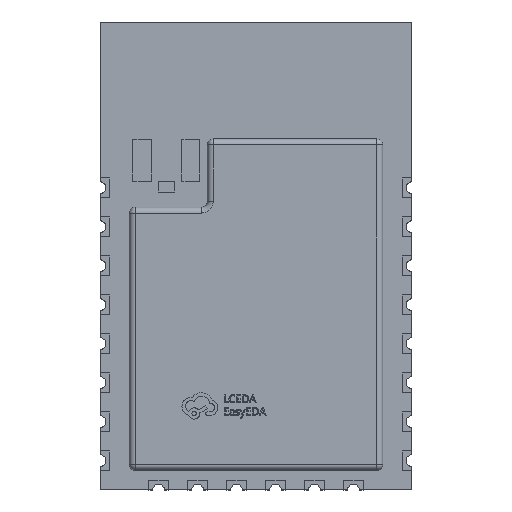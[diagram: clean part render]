
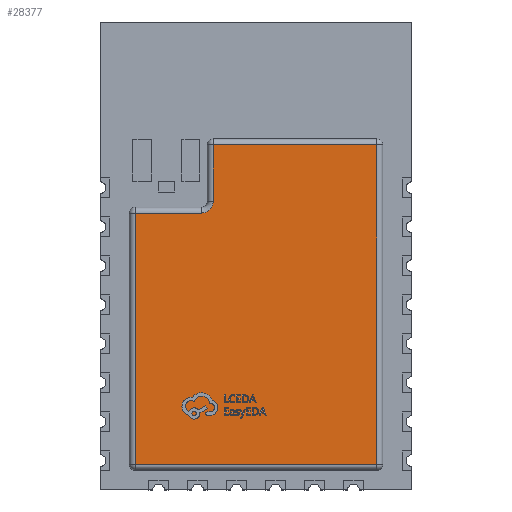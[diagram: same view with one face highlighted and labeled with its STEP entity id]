
A CAD part, top view. The second image highlights one B-rep face of the part: STEP entity #28377.
In plain terms, the highlighted planar face has unit normal (0, 0, 1).
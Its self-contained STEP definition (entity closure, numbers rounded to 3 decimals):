
#255 = ORIENTED_EDGE ( 'NONE', *, *, #28915, .F. ) ;
#301 = CARTESIAN_POINT ( 'NONE',  ( 6.2, -10.7, 2.8 ) ) ;
#968 = EDGE_LOOP ( 'NONE', ( #255, #28952, #25203, #23299, #20576, #11583, #11281 ) ) ;
#1285 = CARTESIAN_POINT ( 'NONE',  ( -2.2, 5.7, 2.8 ) ) ;
#1607 = LINE ( 'NONE', #18867, #22532 ) ;
#1710 = CARTESIAN_POINT ( 'NONE',  ( -2.2, 2.5, 2.8 ) ) ;
#1809 = AXIS2_PLACEMENT_3D ( 'NONE', #13752, #18888, #26121 ) ;
#2937 = EDGE_CURVE ( 'NONE', #31507, #8452, #26829, .T. ) ;
#3176 = LINE ( 'NONE', #17681, #12080 ) ;
#3243 = FACE_OUTER_BOUND ( 'NONE', #968, .T. ) ;
#3792 = DIRECTION ( 'NONE',  ( 1., 0., 0. ) ) ;
#4656 = LINE ( 'NONE', #31185, #31541 ) ;
#4902 = DIRECTION ( 'NONE',  ( -1., 0., 0. ) ) ;
#6909 = DIRECTION ( 'NONE',  ( 1., 0., 0. ) ) ;
#7031 = DIRECTION ( 'NONE',  ( 0., 1., 0. ) ) ;
#7439 = VERTEX_POINT ( 'NONE', #23762 ) ;
#8452 = VERTEX_POINT ( 'NONE', #17039 ) ;
#8863 = DIRECTION ( 'NONE',  ( 0., 0., 1. ) ) ;
#9369 = VERTEX_POINT ( 'NONE', #20458 ) ;
#9835 = VERTEX_POINT ( 'NONE', #19396 ) ;
#9877 = VECTOR ( 'NONE', #26071, 1000. ) ;
#10206 = VERTEX_POINT ( 'NONE', #301 ) ;
#10312 = EDGE_CURVE ( 'NONE', #8452, #7439, #3176, .T. ) ;
#10698 = EDGE_CURVE ( 'NONE', #10206, #9835, #1607, .T. ) ;
#11281 = ORIENTED_EDGE ( 'NONE', *, *, #28918, .T. ) ;
#11441 = DIRECTION ( 'NONE',  ( 0., -1., 0. ) ) ;
#11583 = ORIENTED_EDGE ( 'NONE', *, *, #14371, .T. ) ;
#12080 = VECTOR ( 'NONE', #30166, 1000. ) ;
#13021 = CIRCLE ( 'NONE', #19705, 0.6 ) ;
#13236 = EDGE_CURVE ( 'NONE', #7439, #10206, #4656, .T. ) ;
#13510 = LINE ( 'NONE', #1710, #16117 ) ;
#13752 = CARTESIAN_POINT ( 'NONE',  ( 0., 0., 2.8 ) ) ;
#14371 = EDGE_CURVE ( 'NONE', #9835, #19822, #28749, .T. ) ;
#14784 = CARTESIAN_POINT ( 'NONE',  ( -6.5, 2.2, 2.8 ) ) ;
#16117 = VECTOR ( 'NONE', #11441, 1000. ) ;
#17039 = CARTESIAN_POINT ( 'NONE',  ( -6.2, 2.2, 2.8 ) ) ;
#17681 = CARTESIAN_POINT ( 'NONE',  ( -6.2, -11., 2.8 ) ) ;
#18867 = CARTESIAN_POINT ( 'NONE',  ( 6.2, 6., 2.8 ) ) ;
#18888 = DIRECTION ( 'NONE',  ( 0., 0., 1. ) ) ;
#19396 = CARTESIAN_POINT ( 'NONE',  ( 6.2, 5.7, 2.8 ) ) ;
#19705 = AXIS2_PLACEMENT_3D ( 'NONE', #30783, #8863, #3792 ) ;
#19822 = VERTEX_POINT ( 'NONE', #1285 ) ;
#20458 = CARTESIAN_POINT ( 'NONE',  ( -2.2, 2.8, 2.8 ) ) ;
#20576 = ORIENTED_EDGE ( 'NONE', *, *, #10698, .T. ) ;
#22532 = VECTOR ( 'NONE', #7031, 1000. ) ;
#23108 = VECTOR ( 'NONE', #4902, 1000. ) ;
#23299 = ORIENTED_EDGE ( 'NONE', *, *, #13236, .T. ) ;
#23762 = CARTESIAN_POINT ( 'NONE',  ( -6.2, -10.7, 2.8 ) ) ;
#23797 = CARTESIAN_POINT ( 'NONE',  ( -2.5, 5.7, 2.8 ) ) ;
#25163 = PLANE ( 'NONE',  #1809 ) ;
#25203 = ORIENTED_EDGE ( 'NONE', *, *, #10312, .T. ) ;
#26071 = DIRECTION ( 'NONE',  ( -1., 0., 0. ) ) ;
#26121 = DIRECTION ( 'NONE',  ( 1., 0., 0. ) ) ;
#26829 = LINE ( 'NONE', #14784, #23108 ) ;
#28377 = ADVANCED_FACE ( 'NONE', ( #3243 ), #25163, .T. ) ;
#28749 = LINE ( 'NONE', #23797, #9877 ) ;
#28915 = EDGE_CURVE ( 'NONE', #31507, #9369, #13021, .T. ) ;
#28918 = EDGE_CURVE ( 'NONE', #19822, #9369, #13510, .T. ) ;
#28952 = ORIENTED_EDGE ( 'NONE', *, *, #2937, .T. ) ;
#29486 = CARTESIAN_POINT ( 'NONE',  ( -2.8, 2.2, 2.8 ) ) ;
#30166 = DIRECTION ( 'NONE',  ( 0., -1., 0. ) ) ;
#30783 = CARTESIAN_POINT ( 'NONE',  ( -2.8, 2.8, 2.8 ) ) ;
#31185 = CARTESIAN_POINT ( 'NONE',  ( 6.5, -10.7, 2.8 ) ) ;
#31507 = VERTEX_POINT ( 'NONE', #29486 ) ;
#31541 = VECTOR ( 'NONE', #6909, 1000. ) ;
